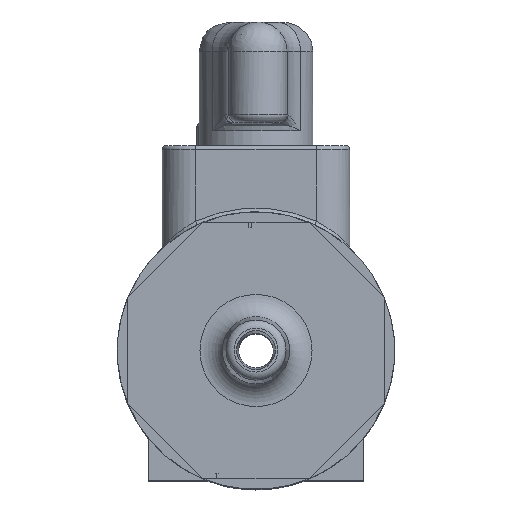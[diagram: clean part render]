
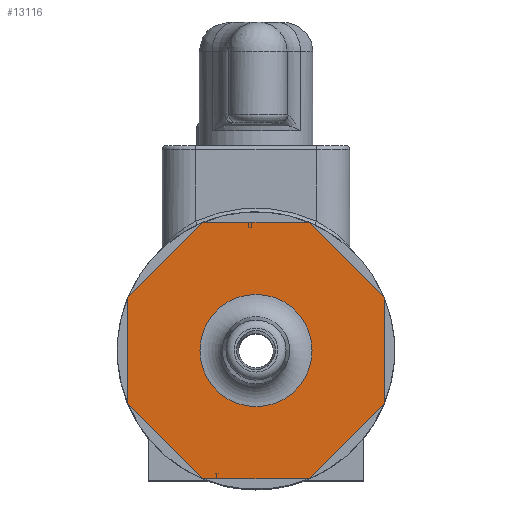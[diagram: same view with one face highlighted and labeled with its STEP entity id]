
A CAD part, top view. The second image highlights one B-rep face of the part: STEP entity #13116.
In plain terms, the highlighted face is planar.
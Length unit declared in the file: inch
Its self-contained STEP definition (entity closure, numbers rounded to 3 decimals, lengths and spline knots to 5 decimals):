
#13010=CARTESIAN_POINT('',(-0.20907,0.0,0.));
#13011=VERTEX_POINT('',#13010);
#13012=CARTESIAN_POINT('',(0.0,0.0,0.0));
#13013=DIRECTION('',(0.0,-1.0,0.0));
#13014=DIRECTION('',(1.0,0.0,0.0));
#13015=AXIS2_PLACEMENT_3D('',#13012,#13013,#13014);
#13016=CIRCLE('',#13015,0.20907);
#13017=EDGE_CURVE('',#13011,#13011,#13016,.T.);
#13042=CARTESIAN_POINT('',(0.0,0.0,0.0));
#13043=DIRECTION('',(0.0,-1.0,0.0));
#13044=DIRECTION('',(0.0,0.0,-1.0));
#13045=AXIS2_PLACEMENT_3D('',#13042,#13043,#13044);
#13046=PLANE('',#13045);
#13047=CARTESIAN_POINT('',(-0.47811,0.0,-0.19804));
#13048=VERTEX_POINT('',#13047);
#13049=CARTESIAN_POINT('',(-0.19804,0.0,-0.47811));
#13050=VERTEX_POINT('',#13049);
#13051=CARTESIAN_POINT('',(-0.47811,0.0,-0.19804));
#13052=DIRECTION('',(0.707,0.0,-0.707));
#13053=VECTOR('',#13052,0.39608);
#13054=LINE('',#13051,#13053);
#13055=EDGE_CURVE('',#13048,#13050,#13054,.T.);
#13056=ORIENTED_EDGE('',*,*,#13055,.T.);
#13057=CARTESIAN_POINT('',(0.19804,0.0,-0.47811));
#13058=VERTEX_POINT('',#13057);
#13059=CARTESIAN_POINT('',(-0.19804,0.0,-0.47811));
#13060=DIRECTION('',(1.0,0.0,0.0));
#13061=VECTOR('',#13060,0.39608);
#13062=LINE('',#13059,#13061);
#13063=EDGE_CURVE('',#13050,#13058,#13062,.T.);
#13064=ORIENTED_EDGE('',*,*,#13063,.T.);
#13065=CARTESIAN_POINT('',(0.47811,0.0,-0.19804));
#13066=VERTEX_POINT('',#13065);
#13067=CARTESIAN_POINT('',(0.19804,0.0,-0.47811));
#13068=DIRECTION('',(0.707,0.0,0.707));
#13069=VECTOR('',#13068,0.39608);
#13070=LINE('',#13067,#13069);
#13071=EDGE_CURVE('',#13058,#13066,#13070,.T.);
#13072=ORIENTED_EDGE('',*,*,#13071,.T.);
#13073=CARTESIAN_POINT('',(0.47811,0.0,0.19804));
#13074=VERTEX_POINT('',#13073);
#13075=CARTESIAN_POINT('',(0.47811,0.0,-0.19804));
#13076=DIRECTION('',(0.0,0.0,1.0));
#13077=VECTOR('',#13076,0.39608);
#13078=LINE('',#13075,#13077);
#13079=EDGE_CURVE('',#13066,#13074,#13078,.T.);
#13080=ORIENTED_EDGE('',*,*,#13079,.T.);
#13081=CARTESIAN_POINT('',(0.19804,0.0,0.47811));
#13082=VERTEX_POINT('',#13081);
#13083=CARTESIAN_POINT('',(0.47811,0.0,0.19804));
#13084=DIRECTION('',(-0.707,0.0,0.707));
#13085=VECTOR('',#13084,0.39608);
#13086=LINE('',#13083,#13085);
#13087=EDGE_CURVE('',#13074,#13082,#13086,.T.);
#13088=ORIENTED_EDGE('',*,*,#13087,.T.);
#13089=CARTESIAN_POINT('',(-0.19804,0.0,0.47811));
#13090=VERTEX_POINT('',#13089);
#13091=CARTESIAN_POINT('',(0.19804,0.0,0.47811));
#13092=DIRECTION('',(-1.0,0.0,0.0));
#13093=VECTOR('',#13092,0.39608);
#13094=LINE('',#13091,#13093);
#13095=EDGE_CURVE('',#13082,#13090,#13094,.T.);
#13096=ORIENTED_EDGE('',*,*,#13095,.T.);
#13097=CARTESIAN_POINT('',(-0.47811,0.0,0.19804));
#13098=VERTEX_POINT('',#13097);
#13099=CARTESIAN_POINT('',(-0.19804,0.0,0.47811));
#13100=DIRECTION('',(-0.707,0.0,-0.707));
#13101=VECTOR('',#13100,0.39608);
#13102=LINE('',#13099,#13101);
#13103=EDGE_CURVE('',#13090,#13098,#13102,.T.);
#13104=ORIENTED_EDGE('',*,*,#13103,.T.);
#13105=CARTESIAN_POINT('',(-0.47811,0.0,0.19804));
#13106=DIRECTION('',(0.0,0.0,-1.0));
#13107=VECTOR('',#13106,0.39608);
#13108=LINE('',#13105,#13107);
#13109=EDGE_CURVE('',#13098,#13048,#13108,.T.);
#13110=ORIENTED_EDGE('',*,*,#13109,.T.);
#13111=EDGE_LOOP('',(#13056,#13064,#13072,#13080,#13088,#13096,#13104,#13110));
#13112=FACE_OUTER_BOUND('',#13111,.T.);
#13113=ORIENTED_EDGE('',*,*,#13017,.F.);
#13114=EDGE_LOOP('',(#13113));
#13115=FACE_BOUND('',#13114,.T.);
#13116=ADVANCED_FACE('',(#13112,#13115),#13046,.T.);
